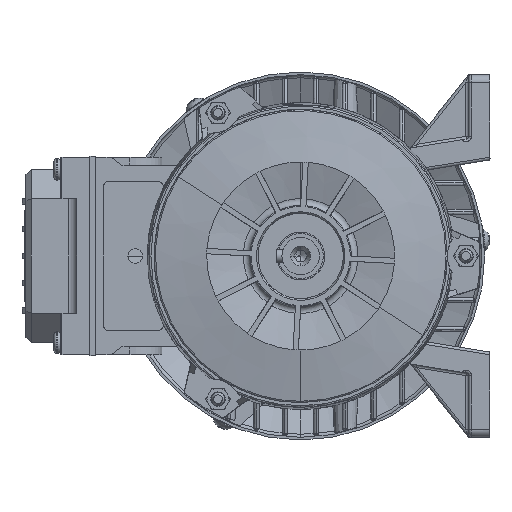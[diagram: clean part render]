
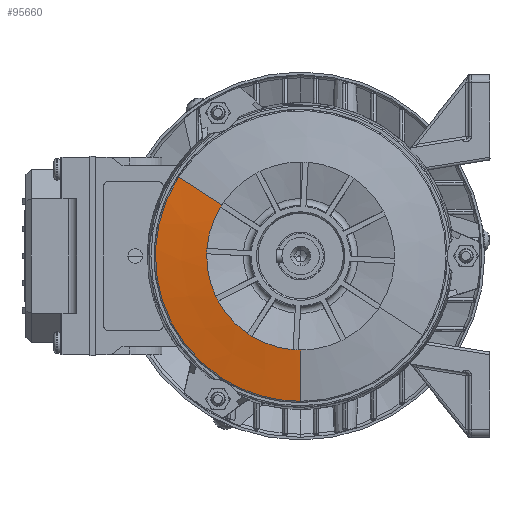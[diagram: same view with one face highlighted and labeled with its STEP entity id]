
A CAD part, left-side view. The second image highlights one B-rep face of the part: STEP entity #95660.
In plain terms, the highlighted conical face has half-angle 80 degrees and reference radius 54.504 mm.
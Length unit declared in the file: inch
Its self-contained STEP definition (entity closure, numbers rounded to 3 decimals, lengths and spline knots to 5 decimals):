
#528 = ORIENTED_EDGE ( 'NONE', *, *, #106618, .T. ) ;
#1343 = CARTESIAN_POINT ( 'NONE',  ( -3.3309, 1.79965, 1.16871 ) ) ;
#1746 = VERTEX_POINT ( 'NONE', #53267 ) ;
#1765 = DIRECTION ( 'NONE',  ( 1., 0., 0. ) ) ;
#1848 = CARTESIAN_POINT ( 'NONE',  ( -3.46457, 1.18488, 0.72252 ) ) ;
#2761 = EDGE_CURVE ( 'NONE', #122608, #115631, #45266, .T. ) ;
#4740 = CIRCLE ( 'NONE', #87082, 1.3878 ) ;
#6930 = VERTEX_POINT ( 'NONE', #39426 ) ;
#7491 = DIRECTION ( 'NONE',  ( 0., 0., -1. ) ) ;
#8631 = EDGE_CURVE ( 'NONE', #95223, #115631, #95204, .T. ) ;
#19022 = CARTESIAN_POINT ( 'NONE',  ( -3.46457, 1.1639, 0.75585 ) ) ;
#19656 = CIRCLE ( 'NONE', #44943, 1.3878 ) ;
#19966 = AXIS2_PLACEMENT_3D ( 'NONE', #24863, #85695, #126057 ) ;
#20063 = CIRCLE ( 'NONE', #19966, 1.3878 ) ;
#20422 = DIRECTION ( 'NONE',  ( 1., 0., 0. ) ) ;
#20760 = CIRCLE ( 'NONE', #22842, 1.3878 ) ;
#21211 = DIRECTION ( 'NONE',  ( 0., -0.545, 0.839 ) ) ;
#21588 = EDGE_CURVE ( 'NONE', #110485, #122608, #50720, .T. ) ;
#22842 = AXIS2_PLACEMENT_3D ( 'NONE', #52560, #95307, #102121 ) ;
#23084 = ORIENTED_EDGE ( 'NONE', *, *, #96094, .F. ) ;
#23252 = DIRECTION ( 'NONE',  ( 0., 0.839, 0.545 ) ) ;
#24455 = CARTESIAN_POINT ( 'NONE',  ( -3.46457, 0., 0. ) ) ;
#24863 = CARTESIAN_POINT ( 'NONE',  ( -3.46457, 0., 0. ) ) ;
#25014 = DIRECTION ( 'NONE',  ( 0.174, 0., -0.985 ) ) ;
#25842 = DIRECTION ( 'NONE',  ( 1., 0., 0. ) ) ;
#27871 = CARTESIAN_POINT ( 'NONE',  ( -3.46457, 1.3874, 0.03329 ) ) ;
#28311 = VERTEX_POINT ( 'NONE', #61723 ) ;
#30103 = AXIS2_PLACEMENT_3D ( 'NONE', #73540, #113803, #23252 ) ;
#31537 = CARTESIAN_POINT ( 'NONE',  ( -3.46457, 1.17105, 0.74484 ) ) ;
#31763 = DIRECTION ( 'NONE',  ( 1., 0., 0. ) ) ;
#31850 = CARTESIAN_POINT ( 'NONE',  ( -3.46457, 0., 0. ) ) ;
#32262 = CIRCLE ( 'NONE', #30103, 1.3878 ) ;
#33841 = EDGE_CURVE ( 'NONE', #44662, #47524, #20760, .T. ) ;
#34469 = EDGE_LOOP ( 'NONE', ( #23084, #118644, #56454, #85340, #67250, #125735, #94765, #528, #48716, #80810, #130157, #129517, #41580, #125961 ) ) ;
#36801 = FACE_OUTER_BOUND ( 'NONE', #34469, .T. ) ;
#38717 = EDGE_CURVE ( 'NONE', #47524, #28311, #122232, .T. ) ;
#39426 = CARTESIAN_POINT ( 'NONE',  ( -3.46457, 1.38328, 0.11192 ) ) ;
#40777 = CARTESIAN_POINT ( 'NONE',  ( -3.46457, 1.17804, 0.73373 ) ) ;
#41580 = ORIENTED_EDGE ( 'NONE', *, *, #2761, .F. ) ;
#42016 = CARTESIAN_POINT ( 'NONE',  ( -3.46457, 0., 0. ) ) ;
#42674 = CARTESIAN_POINT ( 'NONE',  ( -3.3309, 1.16871, -1.79965 ) ) ;
#44662 = VERTEX_POINT ( 'NONE', #84796 ) ;
#44943 = AXIS2_PLACEMENT_3D ( 'NONE', #106594, #107219, #7491 ) ;
#45266 = CIRCLE ( 'NONE', #119181, 2.14583 ) ;
#46498 = CARTESIAN_POINT ( 'NONE',  ( -3.46457, 0.11192, -1.38328 ) ) ;
#47524 = VERTEX_POINT ( 'NONE', #69377 ) ;
#48507 = CARTESIAN_POINT ( 'NONE',  ( -3.46457, 1.25391, -0.59471 ) ) ;
#48716 = ORIENTED_EDGE ( 'NONE', *, *, #56717, .T. ) ;
#48855 = EDGE_CURVE ( 'NONE', #6930, #80430, #32262, .T. ) ;
#50720 = CIRCLE ( 'NONE', #124701, 2.14583 ) ;
#51035 = DIRECTION ( 'NONE',  ( 1., 0., 0. ) ) ;
#51935 = DIRECTION ( 'NONE',  ( 0., 0., -1. ) ) ;
#52560 = CARTESIAN_POINT ( 'NONE',  ( -3.46457, 0., 0. ) ) ;
#52731 = AXIS2_PLACEMENT_3D ( 'NONE', #88327, #99362, #88832 ) ;
#53267 = CARTESIAN_POINT ( 'NONE',  ( -3.46457, 0.03329, -1.3874 ) ) ;
#54774 = LINE ( 'NONE', #92452, #95062 ) ;
#54888 = VERTEX_POINT ( 'NONE', #27871 ) ;
#55607 = CARTESIAN_POINT ( 'NONE',  ( -3.46457, 0., 0. ) ) ;
#56454 = ORIENTED_EDGE ( 'NONE', *, *, #104314, .T. ) ;
#56717 = EDGE_CURVE ( 'NONE', #54888, #6930, #89037, .T. ) ;
#59823 = AXIS2_PLACEMENT_3D ( 'NONE', #67367, #70011, #130132 ) ;
#61723 = CARTESIAN_POINT ( 'NONE',  ( -3.46457, 1.21816, -0.66487 ) ) ;
#65202 = AXIS2_PLACEMENT_3D ( 'NONE', #24455, #92532, #104397 ) ;
#66795 = CARTESIAN_POINT ( 'NONE',  ( -3.3309, 1.79965, 1.16871 ) ) ;
#67250 = ORIENTED_EDGE ( 'NONE', *, *, #33841, .T. ) ;
#67367 = CARTESIAN_POINT ( 'NONE',  ( -3.46457, 0., 0. ) ) ;
#67589 = CONICAL_SURFACE ( 'NONE', #52731, 2.14583, 1.396 ) ;
#68769 = AXIS2_PLACEMENT_3D ( 'NONE', #55607, #25842, #128951 ) ;
#69377 = CARTESIAN_POINT ( 'NONE',  ( -3.46457, 0.78856, -1.14199 ) ) ;
#70011 = DIRECTION ( 'NONE',  ( 1., 0., 0. ) ) ;
#73540 = CARTESIAN_POINT ( 'NONE',  ( -3.46457, 0., 0. ) ) ;
#74649 = CIRCLE ( 'NONE', #59823, 1.3878 ) ;
#75579 = EDGE_CURVE ( 'NONE', #95223, #80430, #80855, .T. ) ;
#77373 = DIRECTION ( 'NONE',  ( 0.174, 0.826, 0.536 ) ) ;
#80430 = VERTEX_POINT ( 'NONE', #91861 ) ;
#80810 = ORIENTED_EDGE ( 'NONE', *, *, #48855, .T. ) ;
#80855 = B_SPLINE_CURVE_WITH_KNOTS ( 'NONE', 3,
 ( #19022, #31537, #40777, #1848 ),
 .UNSPECIFIED., .F., .F.,
 ( 4, 4 ),
 ( 0., 1. ),
 .UNSPECIFIED. ) ;
#82839 = CARTESIAN_POINT ( 'NONE',  ( -3.46457, 0., -1.3878 ) ) ;
#83863 = VECTOR ( 'NONE', #77373, 39.37008 ) ;
#84021 = VERTEX_POINT ( 'NONE', #48507 ) ;
#84796 = CARTESIAN_POINT ( 'NONE',  ( -3.46457, 0.72252, -1.18488 ) ) ;
#85340 = ORIENTED_EDGE ( 'NONE', *, *, #112912, .T. ) ;
#85695 = DIRECTION ( 'NONE',  ( 1., 0., 0. ) ) ;
#87082 = AXIS2_PLACEMENT_3D ( 'NONE', #31850, #51035, #123121 ) ;
#88327 = CARTESIAN_POINT ( 'NONE',  ( -3.3309, 0., 0. ) ) ;
#88832 = DIRECTION ( 'NONE',  ( 0., 0., -1. ) ) ;
#89037 = CIRCLE ( 'NONE', #120693, 1.3878 ) ;
#89874 = CIRCLE ( 'NONE', #68769, 1.3878 ) ;
#91861 = CARTESIAN_POINT ( 'NONE',  ( -3.46457, 1.18488, 0.72252 ) ) ;
#92452 = CARTESIAN_POINT ( 'NONE',  ( -3.3309, 0., -2.14583 ) ) ;
#92532 = DIRECTION ( 'NONE',  ( 1., 0., 0. ) ) ;
#94765 = ORIENTED_EDGE ( 'NONE', *, *, #124069, .T. ) ;
#95062 = VECTOR ( 'NONE', #25014, 39.37008 ) ;
#95204 = LINE ( 'NONE', #66795, #83863 ) ;
#95223 = VERTEX_POINT ( 'NONE', #120521 ) ;
#95307 = DIRECTION ( 'NONE',  ( 1., 0., 0. ) ) ;
#95660 = ADVANCED_FACE ( 'NONE', ( #36801 ), #67589, .T. ) ;
#96094 = EDGE_CURVE ( 'NONE', #108897, #110485, #54774, .T. ) ;
#99362 = DIRECTION ( 'NONE',  ( 1., 0., 0. ) ) ;
#102121 = DIRECTION ( 'NONE',  ( 0., 0., -1. ) ) ;
#102969 = DIRECTION ( 'NONE',  ( 0., 0.545, -0.839 ) ) ;
#104314 = EDGE_CURVE ( 'NONE', #1746, #111122, #20063, .T. ) ;
#104397 = DIRECTION ( 'NONE',  ( 0., 0.839, 0.545 ) ) ;
#106594 = CARTESIAN_POINT ( 'NONE',  ( -3.46457, 0., 0. ) ) ;
#106618 = EDGE_CURVE ( 'NONE', #84021, #54888, #4740, .T. ) ;
#107219 = DIRECTION ( 'NONE',  ( 1., 0., 0. ) ) ;
#107296 = CARTESIAN_POINT ( 'NONE',  ( -3.3309, 0., -2.14583 ) ) ;
#108010 = EDGE_CURVE ( 'NONE', #108897, #1746, #74649, .T. ) ;
#108897 = VERTEX_POINT ( 'NONE', #82839 ) ;
#110485 = VERTEX_POINT ( 'NONE', #107296 ) ;
#110968 = CARTESIAN_POINT ( 'NONE',  ( -3.3309, 0., 0. ) ) ;
#111122 = VERTEX_POINT ( 'NONE', #46498 ) ;
#112912 = EDGE_CURVE ( 'NONE', #111122, #44662, #89874, .T. ) ;
#113058 = CARTESIAN_POINT ( 'NONE',  ( -3.3309, 0., 0. ) ) ;
#113803 = DIRECTION ( 'NONE',  ( 1., 0., 0. ) ) ;
#115631 = VERTEX_POINT ( 'NONE', #1343 ) ;
#118644 = ORIENTED_EDGE ( 'NONE', *, *, #108010, .T. ) ;
#119181 = AXIS2_PLACEMENT_3D ( 'NONE', #110968, #20422, #102969 ) ;
#120521 = CARTESIAN_POINT ( 'NONE',  ( -3.46457, 1.1639, 0.75585 ) ) ;
#120693 = AXIS2_PLACEMENT_3D ( 'NONE', #42016, #1765, #51935 ) ;
#122232 = CIRCLE ( 'NONE', #65202, 1.3878 ) ;
#122608 = VERTEX_POINT ( 'NONE', #42674 ) ;
#123121 = DIRECTION ( 'NONE',  ( 0., 0.839, 0.545 ) ) ;
#124069 = EDGE_CURVE ( 'NONE', #28311, #84021, #19656, .T. ) ;
#124701 = AXIS2_PLACEMENT_3D ( 'NONE', #113058, #31763, #21211 ) ;
#125735 = ORIENTED_EDGE ( 'NONE', *, *, #38717, .T. ) ;
#125961 = ORIENTED_EDGE ( 'NONE', *, *, #21588, .F. ) ;
#126057 = DIRECTION ( 'NONE',  ( 0., 0., -1. ) ) ;
#128951 = DIRECTION ( 'NONE',  ( 0., 0.839, 0.545 ) ) ;
#129517 = ORIENTED_EDGE ( 'NONE', *, *, #8631, .T. ) ;
#130132 = DIRECTION ( 'NONE',  ( 0., 0.839, 0.545 ) ) ;
#130157 = ORIENTED_EDGE ( 'NONE', *, *, #75579, .F. ) ;
